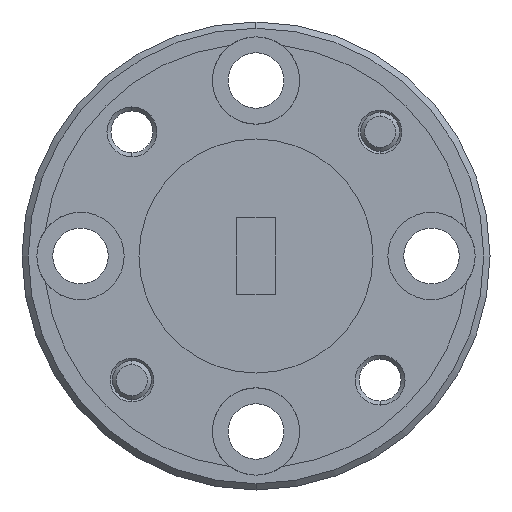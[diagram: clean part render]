
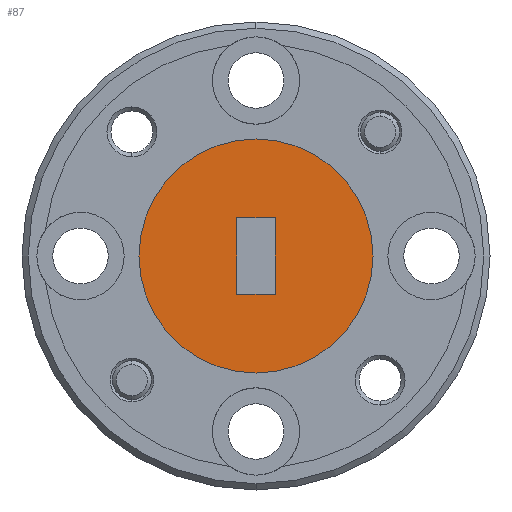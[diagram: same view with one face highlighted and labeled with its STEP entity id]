
A CAD part, left-side view. The second image highlights one B-rep face of the part: STEP entity #87.
In plain terms, the highlighted planar face has unit normal (-1, 0, 0).
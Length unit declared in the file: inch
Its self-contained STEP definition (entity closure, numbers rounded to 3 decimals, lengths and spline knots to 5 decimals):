
#15 = LINE ( 'NONE', #1935, #2093 ) ;
#63 = CARTESIAN_POINT ( 'NONE',  ( -1.5, 0.0305, 0.061 ) ) ;
#87 = ADVANCED_FACE ( 'NONE', ( #1338, #1913 ), #2112, .T. ) ;
#88 = VECTOR ( 'NONE', #2428, 39.37008 ) ;
#106 = CARTESIAN_POINT ( 'NONE',  ( -1.5, -0.0305, -0.061 ) ) ;
#134 = CARTESIAN_POINT ( 'NONE',  ( -1.5, 0.0305, 0.061 ) ) ;
#189 = VERTEX_POINT ( 'NONE', #1785 ) ;
#236 = CARTESIAN_POINT ( 'NONE',  ( -1.5, 0.375, 0. ) ) ;
#289 = AXIS2_PLACEMENT_3D ( 'NONE', #1215, #1991, #1615 ) ;
#301 = AXIS2_PLACEMENT_3D ( 'NONE', #236, #1706, #762 ) ;
#373 = AXIS2_PLACEMENT_3D ( 'NONE', #632, #2315, #1559 ) ;
#440 = CIRCLE ( 'NONE', #289, 0.1875 ) ;
#552 = EDGE_CURVE ( 'NONE', #1293, #2375, #15, .T. ) ;
#632 = CARTESIAN_POINT ( 'NONE',  ( -1.5, 0., 0. ) ) ;
#638 = ORIENTED_EDGE ( 'NONE', *, *, #1952, .T. ) ;
#684 = CARTESIAN_POINT ( 'NONE',  ( -1.5, -0.0305, -0.061 ) ) ;
#761 = ORIENTED_EDGE ( 'NONE', *, *, #1749, .F. ) ;
#762 = DIRECTION ( 'NONE',  ( 0., 0., 1. ) ) ;
#842 = CIRCLE ( 'NONE', #373, 0.1875 ) ;
#906 = ORIENTED_EDGE ( 'NONE', *, *, #1216, .T. ) ;
#989 = ORIENTED_EDGE ( 'NONE', *, *, #552, .F. ) ;
#1042 = CARTESIAN_POINT ( 'NONE',  ( -1.5, 0.0305, -0.061 ) ) ;
#1058 = EDGE_LOOP ( 'NONE', ( #638, #906 ) ) ;
#1088 = VERTEX_POINT ( 'NONE', #63 ) ;
#1114 = VECTOR ( 'NONE', #1795, 39.37008 ) ;
#1144 = DIRECTION ( 'NONE',  ( 0., 1., 0. ) ) ;
#1215 = CARTESIAN_POINT ( 'NONE',  ( -1.5, 0., 0. ) ) ;
#1216 = EDGE_CURVE ( 'NONE', #1478, #189, #440, .T. ) ;
#1282 = VERTEX_POINT ( 'NONE', #1042 ) ;
#1293 = VERTEX_POINT ( 'NONE', #684 ) ;
#1338 = FACE_BOUND ( 'NONE', #1623, .T. ) ;
#1375 = ORIENTED_EDGE ( 'NONE', *, *, #1449, .F. ) ;
#1449 = EDGE_CURVE ( 'NONE', #2375, #1088, #2442, .T. ) ;
#1478 = VERTEX_POINT ( 'NONE', #2452 ) ;
#1559 = DIRECTION ( 'NONE',  ( 0., 0., 1. ) ) ;
#1615 = DIRECTION ( 'NONE',  ( 0., 0., 1. ) ) ;
#1623 = EDGE_LOOP ( 'NONE', ( #761, #2439, #1375, #989 ) ) ;
#1635 = VECTOR ( 'NONE', #1144, 39.37008 ) ;
#1706 = DIRECTION ( 'NONE',  ( -1., 0., 0. ) ) ;
#1749 = EDGE_CURVE ( 'NONE', #1282, #1293, #1811, .T. ) ;
#1785 = CARTESIAN_POINT ( 'NONE',  ( -1.5, 0., 0.1875 ) ) ;
#1795 = DIRECTION ( 'NONE',  ( 0., -1., 0. ) ) ;
#1811 = LINE ( 'NONE', #106, #1114 ) ;
#1840 = LINE ( 'NONE', #134, #88 ) ;
#1913 = FACE_OUTER_BOUND ( 'NONE', #1058, .T. ) ;
#1935 = CARTESIAN_POINT ( 'NONE',  ( -1.5, -0.0305, 0.061 ) ) ;
#1948 = DIRECTION ( 'NONE',  ( 0., 0., 1. ) ) ;
#1952 = EDGE_CURVE ( 'NONE', #189, #1478, #842, .T. ) ;
#1991 = DIRECTION ( 'NONE',  ( -1., 0., 0. ) ) ;
#2035 = CARTESIAN_POINT ( 'NONE',  ( -1.5, -0.0305, 0.061 ) ) ;
#2093 = VECTOR ( 'NONE', #1948, 39.37008 ) ;
#2112 = PLANE ( 'NONE',  #301 ) ;
#2287 = CARTESIAN_POINT ( 'NONE',  ( -1.5, -0.0305, 0.061 ) ) ;
#2315 = DIRECTION ( 'NONE',  ( -1., 0., 0. ) ) ;
#2375 = VERTEX_POINT ( 'NONE', #2035 ) ;
#2428 = DIRECTION ( 'NONE',  ( 0., 0., -1. ) ) ;
#2439 = ORIENTED_EDGE ( 'NONE', *, *, #2441, .F. ) ;
#2441 = EDGE_CURVE ( 'NONE', #1088, #1282, #1840, .T. ) ;
#2442 = LINE ( 'NONE', #2287, #1635 ) ;
#2452 = CARTESIAN_POINT ( 'NONE',  ( -1.5, 0., -0.1875 ) ) ;
